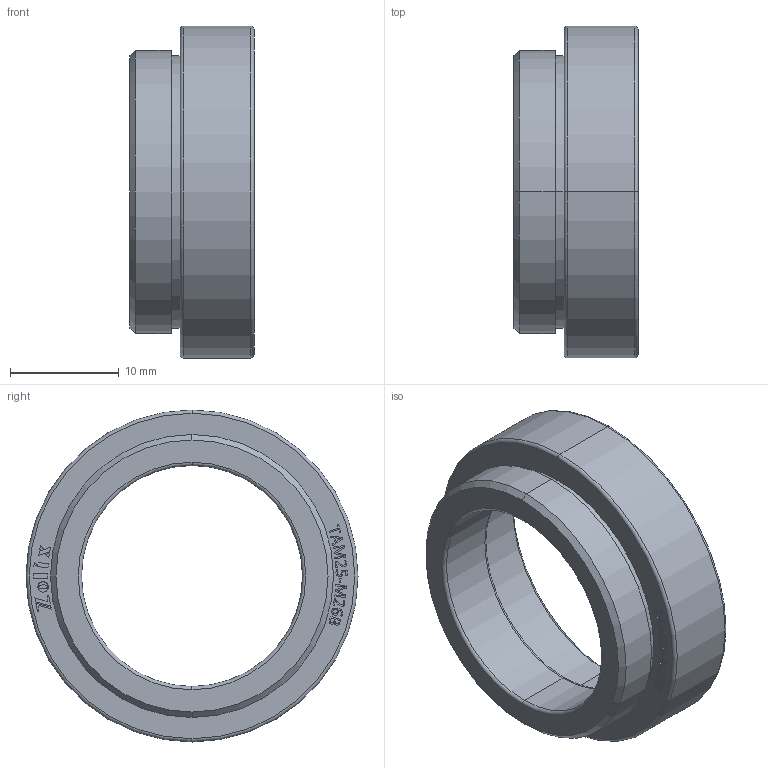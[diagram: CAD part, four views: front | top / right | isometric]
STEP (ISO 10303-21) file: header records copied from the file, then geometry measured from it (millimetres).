
FILE_DESCRIPTION (( 'STEP AP203' ), '1' );
FILE_NAME ('TAM25-M26B.STEP', '2025-10-17T05:22:05', ( '' ), ( '' ), 'SwSTEP 2.0', 'SolidWorks 2020', '' );
FILE_SCHEMA (( 'CONFIG_CONTROL_DESIGN' ));
Length unit declared in the file: millimetre
Products named in the file (1): TAM25-M26B
Bounding box: 11.4 x 30.5 x 30.5 mm (x, y, z)
Volume: 2815.4 mm3; surface area: 2777.6 mm2
Topology: 1 solids, 1 shells, 357 faces, 969 edges, 642 vertices
Faces by surface type: plane 228, bspline 105, cylinder 12, torus 8, cone 4
Entity records: 13158 total; most frequent: CARTESIAN_POINT 5534, ORIENTED_EDGE 1938, EDGE_CURVE 969, DIRECTION 917, VERTEX_POINT 642, B_SPLINE_CURVE_WITH_KNOTS 602, EDGE_LOOP 387, FACE_OUTER_BOUND 357
